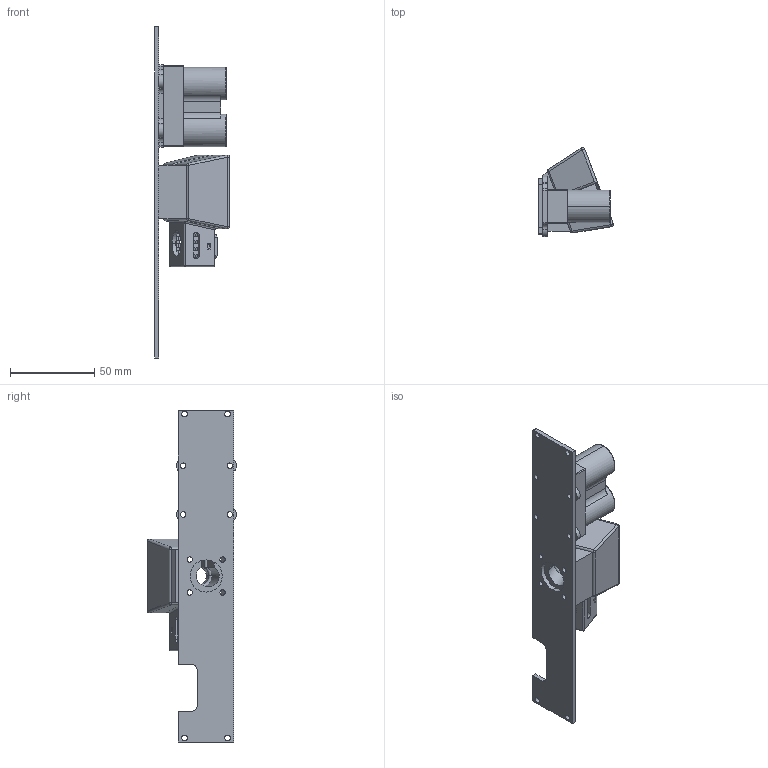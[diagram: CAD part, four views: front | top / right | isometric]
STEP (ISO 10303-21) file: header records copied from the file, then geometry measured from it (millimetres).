
FILE_DESCRIPTION (( 'STEP AP214' ), '1' );
FILE_NAME ('806-A Camera Assem.STEP', '2021-03-09T01:12:11', ( '' ), ( '' ), 'SwSTEP 2.0', 'SolidWorks 2020', '' );
FILE_SCHEMA (( 'AUTOMOTIVE_DESIGN' ));
Length unit declared in the file: inch
Products named in the file (7): 806-A Camera Assem; 806-03-D-HD 3000 Camera Mount; 806-02-D-LED_Cap; 806-01-D-CameraMount; Garmin Lidar Lite V3; LED Cree LuxDrive Industar; 806-04-D-Heatsink .785x.785
Assembly tree (6 placements, depth 2):
  806-A Camera Assem
    806-01-D-CameraMount
    806-02-D-LED_Cap
    806-03-D-HD 3000 Camera Mount
    806-04-D-Heatsink .785x.785
    Garmin Lidar Lite V3
    LED Cree LuxDrive Industar
Bounding box: 44.44 x 52.93 x 196.85 mm (x, y, z)
Volume: 71224.2 mm3; surface area: 45926.3 mm2
Topology: 11 solids, 11 shells, 757 faces, 2076 edges, 1337 vertices
Faces by surface type: plane 552, cylinder 165, sphere 18, bspline 14, torus 8
Entity records: 24689 total; most frequent: CARTESIAN_POINT 4671, ORIENTED_EDGE 4120, DIRECTION 3940, EDGE_CURVE 2060, VECTOR 1556, LINE 1556, VERTEX_POINT 1331, AXIS2_PLACEMENT_3D 1192
